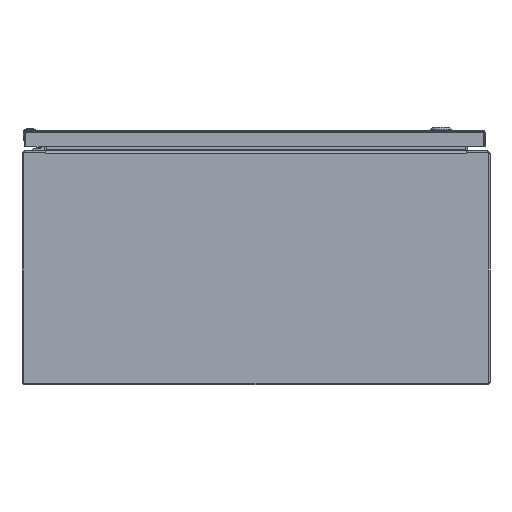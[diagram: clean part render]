
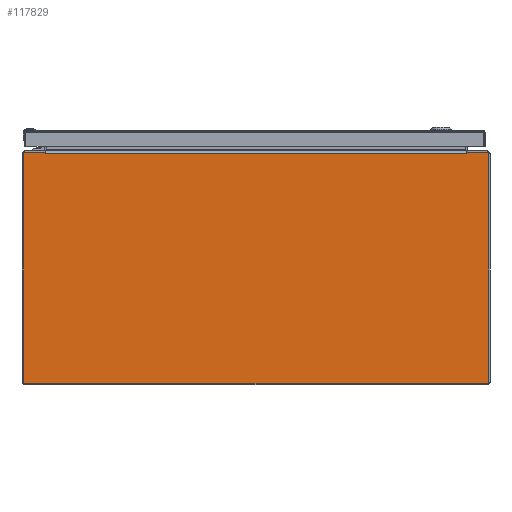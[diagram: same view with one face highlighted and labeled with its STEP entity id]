
A CAD part, front view. The second image highlights one B-rep face of the part: STEP entity #117829.
In plain terms, the highlighted planar face has unit normal (0, -1, 0).
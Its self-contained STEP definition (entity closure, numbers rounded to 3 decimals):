
#1065 = VECTOR ( 'NONE', #46172, 39.37 ) ;
#1734 = CARTESIAN_POINT ( 'NONE',  ( -10.814, -15., 5.855 ) ) ;
#1778 = EDGE_CURVE ( 'NONE', #41660, #72741, #118350, .T. ) ;
#2583 = CARTESIAN_POINT ( 'NONE',  ( 10.814, -15., 5.855 ) ) ;
#3840 = ORIENTED_EDGE ( 'NONE', *, *, #61859, .T. ) ;
#3878 = VECTOR ( 'NONE', #95323, 39.37 ) ;
#3958 = DIRECTION ( 'NONE',  ( 0., 0., -1. ) ) ;
#4363 = ORIENTED_EDGE ( 'NONE', *, *, #81667, .F. ) ;
#4863 = VECTOR ( 'NONE', #8076, 39.37 ) ;
#5412 = CARTESIAN_POINT ( 'NONE',  ( 11.937, -15., -5.857 ) ) ;
#6181 = CARTESIAN_POINT ( 'NONE',  ( 11.857, -15., -5.857 ) ) ;
#6687 = ORIENTED_EDGE ( 'NONE', *, *, #104971, .F. ) ;
#8076 = DIRECTION ( 'NONE',  ( -1., 0., 0. ) ) ;
#8124 = ORIENTED_EDGE ( 'NONE', *, *, #72355, .F. ) ;
#8395 = CARTESIAN_POINT ( 'NONE',  ( 11.937, -15., 0. ) ) ;
#8543 = CARTESIAN_POINT ( 'NONE',  ( -11.937, -15., 0. ) ) ;
#10514 = VERTEX_POINT ( 'NONE', #21858 ) ;
#12734 = LINE ( 'NONE', #106908, #83353 ) ;
#13688 = DIRECTION ( 'NONE',  ( 1., 0., 0. ) ) ;
#16477 = LINE ( 'NONE', #8395, #1065 ) ;
#17793 = AXIS2_PLACEMENT_3D ( 'NONE', #108477, #68854, #22377 ) ;
#18225 = CARTESIAN_POINT ( 'NONE',  ( 0., -15., -5.937 ) ) ;
#18642 = ORIENTED_EDGE ( 'NONE', *, *, #22479, .T. ) ;
#19395 = DIRECTION ( 'NONE',  ( -1., 0., 0. ) ) ;
#21472 = ORIENTED_EDGE ( 'NONE', *, *, #100066, .F. ) ;
#21858 = CARTESIAN_POINT ( 'NONE',  ( 10.828, -15., 5.937 ) ) ;
#22377 = DIRECTION ( 'NONE',  ( 0., 0., -1. ) ) ;
#22479 = EDGE_CURVE ( 'NONE', #104753, #107452, #12734, .T. ) ;
#22546 = DIRECTION ( 'NONE',  ( 0., 1., 0. ) ) ;
#22590 = CARTESIAN_POINT ( 'NONE',  ( -10.814, -15., 5.855 ) ) ;
#22629 = LINE ( 'NONE', #60413, #113023 ) ;
#29651 = CIRCLE ( 'NONE', #17793, 0.08 ) ;
#31203 = FACE_OUTER_BOUND ( 'NONE', #53030, .T. ) ;
#31809 = PLANE ( 'NONE',  #69019 ) ;
#32471 = EDGE_CURVE ( 'NONE', #10514, #104753, #22629, .T. ) ;
#33509 = CARTESIAN_POINT ( 'NONE',  ( -11.937, -15., 5.857 ) ) ;
#35805 = ORIENTED_EDGE ( 'NONE', *, *, #91726, .F. ) ;
#41660 = VERTEX_POINT ( 'NONE', #73939 ) ;
#44153 = VERTEX_POINT ( 'NONE', #59973 ) ;
#44562 = EDGE_CURVE ( 'NONE', #62337, #84138, #66491, .T. ) ;
#45848 = CARTESIAN_POINT ( 'NONE',  ( -11.857, -15., -5.857 ) ) ;
#46172 = DIRECTION ( 'NONE',  ( 0., 0., -1. ) ) ;
#46287 = EDGE_CURVE ( 'NONE', #76204, #41660, #54778, .T. ) ;
#46410 = ORIENTED_EDGE ( 'NONE', *, *, #74901, .T. ) ;
#51595 = CARTESIAN_POINT ( 'NONE',  ( -11.937, -15., -5.857 ) ) ;
#53030 = EDGE_LOOP ( 'NONE', ( #96426, #67970, #53669, #6687, #35805, #21472, #92054, #8124, #4363, #86423, #18642, #3840, #122146, #46410 ) ) ;
#53669 = ORIENTED_EDGE ( 'NONE', *, *, #59161, .F. ) ;
#54778 = CIRCLE ( 'NONE', #90360, 0.08 ) ;
#55947 = CARTESIAN_POINT ( 'NONE',  ( 11.857, -15., -5.937 ) ) ;
#57462 = DIRECTION ( 'NONE',  ( 0., 0., 1. ) ) ;
#57978 = DIRECTION ( 'NONE',  ( -1., 0., 0. ) ) ;
#59161 = EDGE_CURVE ( 'NONE', #102533, #76204, #93419, .T. ) ;
#59973 = CARTESIAN_POINT ( 'NONE',  ( 11.937, -15., 5.857 ) ) ;
#60413 = CARTESIAN_POINT ( 'NONE',  ( 10.828, -15., 5.937 ) ) ;
#61859 = EDGE_CURVE ( 'NONE', #107452, #62337, #91751, .T. ) ;
#61989 = CARTESIAN_POINT ( 'NONE',  ( -11.857, -15., -5.937 ) ) ;
#62337 = VERTEX_POINT ( 'NONE', #107595 ) ;
#62473 = EDGE_CURVE ( 'NONE', #44153, #102098, #16477, .T. ) ;
#62565 = DIRECTION ( 'NONE',  ( 0., 0., -1. ) ) ;
#62835 = VECTOR ( 'NONE', #83321, 39.37 ) ;
#63236 = DIRECTION ( 'NONE',  ( 0., 1., 0. ) ) ;
#66491 = LINE ( 'NONE', #104284, #90196 ) ;
#67970 = ORIENTED_EDGE ( 'NONE', *, *, #46287, .F. ) ;
#68057 = VECTOR ( 'NONE', #108484, 39.37 ) ;
#68854 = DIRECTION ( 'NONE',  ( 0., 1., 0. ) ) ;
#69013 = DIRECTION ( 'NONE',  ( 0., 0., -1. ) ) ;
#69019 = AXIS2_PLACEMENT_3D ( 'NONE', #79549, #69631, #69013 ) ;
#69631 = DIRECTION ( 'NONE',  ( 0., -1., 0. ) ) ;
#71713 = CARTESIAN_POINT ( 'NONE',  ( -10.828, -15., 5.937 ) ) ;
#71935 = CIRCLE ( 'NONE', #95730, 0.08 ) ;
#72355 = EDGE_CURVE ( 'NONE', #101750, #44153, #29651, .T. ) ;
#72741 = VERTEX_POINT ( 'NONE', #71713 ) ;
#72800 = LINE ( 'NONE', #18225, #62835 ) ;
#73939 = CARTESIAN_POINT ( 'NONE',  ( -11.857, -15., 5.937 ) ) ;
#74901 = EDGE_CURVE ( 'NONE', #84138, #72741, #77345, .T. ) ;
#75669 = CIRCLE ( 'NONE', #81597, 0.08 ) ;
#76141 = CARTESIAN_POINT ( 'NONE',  ( 11.857, -15., 5.937 ) ) ;
#76204 = VERTEX_POINT ( 'NONE', #33509 ) ;
#77345 = LINE ( 'NONE', #1734, #3878 ) ;
#79549 = CARTESIAN_POINT ( 'NONE',  ( 0., -15., 0. ) ) ;
#81597 = AXIS2_PLACEMENT_3D ( 'NONE', #6181, #112089, #62565 ) ;
#81667 = EDGE_CURVE ( 'NONE', #10514, #101750, #98574, .T. ) ;
#81845 = VECTOR ( 'NONE', #57462, 39.37 ) ;
#83321 = DIRECTION ( 'NONE',  ( -1., 0., 0. ) ) ;
#83353 = VECTOR ( 'NONE', #57978, 39.37 ) ;
#84138 = VERTEX_POINT ( 'NONE', #22590 ) ;
#84911 = CARTESIAN_POINT ( 'NONE',  ( 0., -15., 5.855 ) ) ;
#86423 = ORIENTED_EDGE ( 'NONE', *, *, #32471, .T. ) ;
#87926 = VERTEX_POINT ( 'NONE', #55947 ) ;
#90196 = VECTOR ( 'NONE', #19395, 39.37 ) ;
#90360 = AXIS2_PLACEMENT_3D ( 'NONE', #115478, #22546, #3958 ) ;
#91726 = EDGE_CURVE ( 'NONE', #87926, #103557, #72800, .T. ) ;
#91751 = LINE ( 'NONE', #84911, #4863 ) ;
#92054 = ORIENTED_EDGE ( 'NONE', *, *, #62473, .F. ) ;
#93419 = LINE ( 'NONE', #8543, #81845 ) ;
#95323 = DIRECTION ( 'NONE',  ( -0.174, 0., 0.985 ) ) ;
#95730 = AXIS2_PLACEMENT_3D ( 'NONE', #45848, #63236, #121411 ) ;
#96426 = ORIENTED_EDGE ( 'NONE', *, *, #1778, .F. ) ;
#98574 = LINE ( 'NONE', #117739, #105577 ) ;
#100066 = EDGE_CURVE ( 'NONE', #102098, #87926, #75669, .T. ) ;
#101750 = VERTEX_POINT ( 'NONE', #76141 ) ;
#102098 = VERTEX_POINT ( 'NONE', #5412 ) ;
#102533 = VERTEX_POINT ( 'NONE', #51595 ) ;
#103557 = VERTEX_POINT ( 'NONE', #61989 ) ;
#104284 = CARTESIAN_POINT ( 'NONE',  ( 0., -15., 5.855 ) ) ;
#104753 = VERTEX_POINT ( 'NONE', #2583 ) ;
#104971 = EDGE_CURVE ( 'NONE', #103557, #102533, #71935, .T. ) ;
#105577 = VECTOR ( 'NONE', #13688, 39.37 ) ;
#106908 = CARTESIAN_POINT ( 'NONE',  ( 10.806, -15., 5.855 ) ) ;
#107452 = VERTEX_POINT ( 'NONE', #121172 ) ;
#107595 = CARTESIAN_POINT ( 'NONE',  ( -10.798, -15., 5.855 ) ) ;
#108116 = DIRECTION ( 'NONE',  ( -0.174, 0., -0.985 ) ) ;
#108477 = CARTESIAN_POINT ( 'NONE',  ( 11.857, -15., 5.857 ) ) ;
#108484 = DIRECTION ( 'NONE',  ( 1., 0., 0. ) ) ;
#112089 = DIRECTION ( 'NONE',  ( 0., 1., 0. ) ) ;
#113023 = VECTOR ( 'NONE', #108116, 39.37 ) ;
#115478 = CARTESIAN_POINT ( 'NONE',  ( -11.857, -15., 5.857 ) ) ;
#117739 = CARTESIAN_POINT ( 'NONE',  ( 0., -15., 5.937 ) ) ;
#117829 = ADVANCED_FACE ( 'NONE', ( #31203 ), #31809, .T. ) ;
#118350 = LINE ( 'NONE', #118961, #68057 ) ;
#118961 = CARTESIAN_POINT ( 'NONE',  ( 0., -15., 5.937 ) ) ;
#121172 = CARTESIAN_POINT ( 'NONE',  ( 10.798, -15., 5.855 ) ) ;
#121411 = DIRECTION ( 'NONE',  ( 0., 0., -1. ) ) ;
#122146 = ORIENTED_EDGE ( 'NONE', *, *, #44562, .T. ) ;
